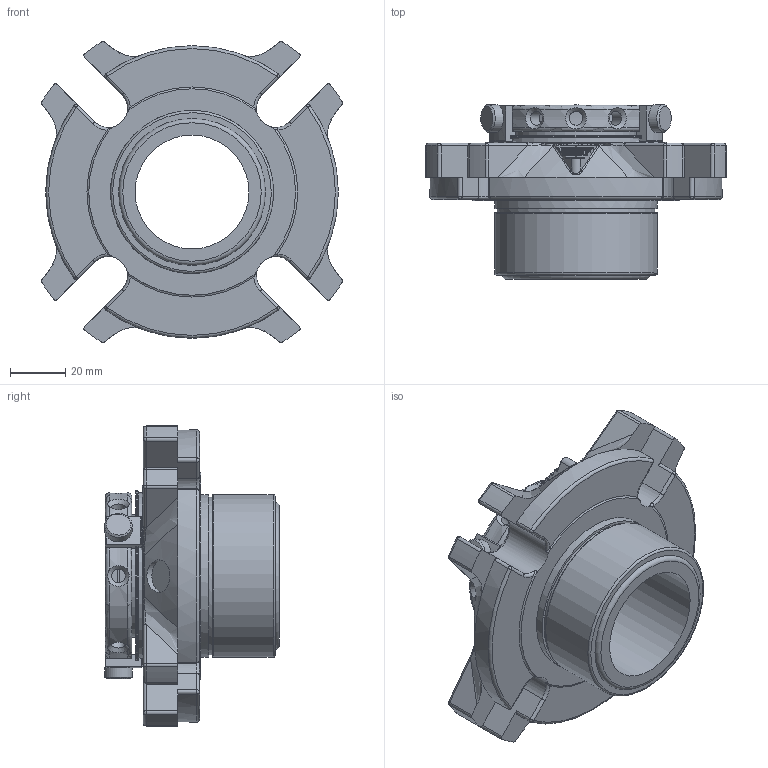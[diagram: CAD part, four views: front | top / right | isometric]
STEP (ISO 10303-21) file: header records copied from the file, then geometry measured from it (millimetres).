
FILE_DESCRIPTION(/* description */ ('Unknown'),/* implementation_level */ '2;1');
FILE_NAME(/* name */ '1.625',/* time_stamp */ '2023-02-21T13:42:28+00:00',/* author */ ('Unknown'),/* organization */ ('Unknown'),/* preprocessor_version */ 'ST-DEVELOPER v16.7',/* originating_system */ 'Solid Edge',/* authorisation */ 'Unknown');
FILE_SCHEMA (('AUTOMOTIVE_DESIGN {1 0 10303 214 3 1 1}'));
Length unit declared in the file: millimetre
Products named in the file (1): 1.625
Bounding box: 108.99 x 63.31 x 108.99 mm (x, y, z)
Volume: 192335.3 mm3; surface area: 49021.8 mm2
Topology: 1 solids, 1 shells, 541 faces, 1371 edges, 831 vertices
Faces by surface type: cylinder 214, plane 149, torus 69, bspline 45, sphere 40, cone 24
Full cylindrical faces by diameter (mm): 3.012 x1, 5 x7, 6 x1, 10 x3, 11.786 x3, 41.275 x1, 44.425 x2, 46.355 x1, 57.15 x1, 59.004 x1, 59.055 x1, 60.35 x1, 61.824 x1
Entity records: 20074 total; most frequent: CARTESIAN_POINT 4089, DIRECTION 2603, ORIENTED_EDGE 2482, EDGE_CURVE 1241, AXIS2_PLACEMENT_3D 1065, VERTEX_POINT 778, EDGE_LOOP 625, FACE_BOUND 625
